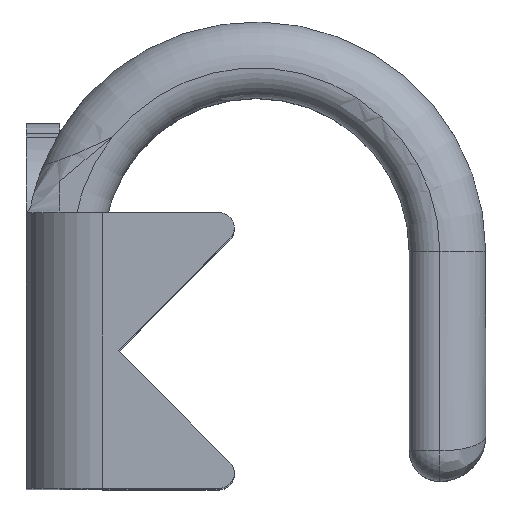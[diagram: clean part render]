
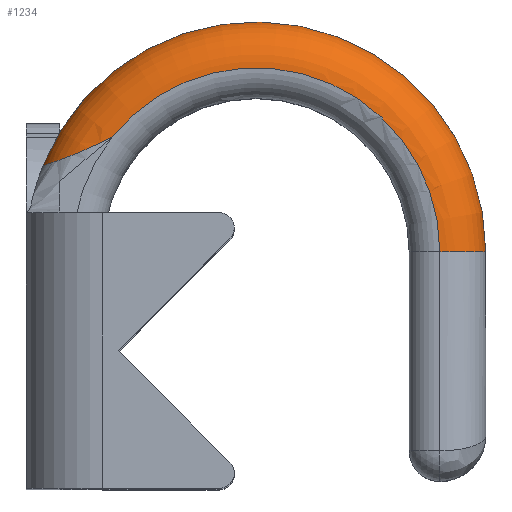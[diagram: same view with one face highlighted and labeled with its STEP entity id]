
A CAD part, top view. The second image highlights one B-rep face of the part: STEP entity #1234.
In plain terms, the highlighted toroidal (fillet/blend) face has major radius 12 mm and minor radius 3 mm.
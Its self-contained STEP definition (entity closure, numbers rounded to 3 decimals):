
#31 = VERTEX_POINT ( 'NONE', #1794 ) ;
#46 = CARTESIAN_POINT ( 'NONE',  ( 27., 15.5, 32.241 ) ) ;
#92 = CARTESIAN_POINT ( 'NONE',  ( 4.672, 22.53, 35.217 ) ) ;
#125 = CARTESIAN_POINT ( 'NONE',  ( 3.951, 22.201, 35.1 ) ) ;
#147 = ORIENTED_EDGE ( 'NONE', *, *, #2157, .T. ) ;
#205 = DIRECTION ( 'NONE',  ( 0., 1., 0. ) ) ;
#341 = EDGE_CURVE ( 'NONE', #31, #2110, #2106, .T. ) ;
#418 = EDGE_CURVE ( 'NONE', #1460, #2073, #1911, .T. ) ;
#430 = CARTESIAN_POINT ( 'NONE',  ( 2.33, 21.539, 34.457 ) ) ;
#506 = CIRCLE ( 'NONE', #1199, 3. ) ;
#507 = DIRECTION ( 'NONE',  ( -1., 0., 0. ) ) ;
#528 = DIRECTION ( 'NONE',  ( -1., 0., 0. ) ) ;
#562 = DIRECTION ( 'NONE',  ( 0., 0., -1. ) ) ;
#613 = CARTESIAN_POINT ( 'NONE',  ( 1.31, 21.192, 33.281 ) ) ;
#633 = ORIENTED_EDGE ( 'NONE', *, *, #418, .F. ) ;
#639 = AXIS2_PLACEMENT_3D ( 'NONE', #1464, #1270, #507 ) ;
#642 = CARTESIAN_POINT ( 'NONE',  ( 2.997, 21.795, 34.815 ) ) ;
#742 = DIRECTION ( 'NONE',  ( 0., 0., 1. ) ) ;
#815 = B_SPLINE_CURVE_WITH_KNOTS ( 'NONE', 3,
 ( #2299, #2139, #1545, #613, #2275, #2092, #1946, #430, #1191, #642, #1741, #849, #125, #92, #1375, #1765 ),
 .UNSPECIFIED., .F., .F.,
 ( 4, 2, 2, 2, 2, 2, 2, 4 ),
 ( 0., 0.001, 0.002, 0.002, 0.003, 0.004, 0.005, 0.006 ),
 .UNSPECIFIED. ) ;
#849 = CARTESIAN_POINT ( 'NONE',  ( 3.709, 22.094, 35.048 ) ) ;
#863 = CARTESIAN_POINT ( 'NONE',  ( 27., 15.5, 35.241 ) ) ;
#929 = ORIENTED_EDGE ( 'NONE', *, *, #341, .F. ) ;
#1009 = ORIENTED_EDGE ( 'NONE', *, *, #1637, .T. ) ;
#1062 = TOROIDAL_SURFACE ( 'NONE', #1717, 12., 3. ) ;
#1133 = DIRECTION ( 'NONE',  ( 0., 0., 1. ) ) ;
#1191 = CARTESIAN_POINT ( 'NONE',  ( 2.546, 21.619, 34.591 ) ) ;
#1199 = AXIS2_PLACEMENT_3D ( 'NONE', #46, #205, #1133 ) ;
#1234 = ADVANCED_FACE ( 'NONE', ( #2198 ), #1062, .T. ) ;
#1270 = DIRECTION ( 'NONE',  ( 0., 0., -1. ) ) ;
#1353 = EDGE_LOOP ( 'NONE', ( #929, #1009, #633, #147 ) ) ;
#1375 = CARTESIAN_POINT ( 'NONE',  ( 5.152, 22.763, 35.241 ) ) ;
#1451 = AXIS2_PLACEMENT_3D ( 'NONE', #2068, #742, #1500 ) ;
#1460 = VERTEX_POINT ( 'NONE', #863 ) ;
#1464 = CARTESIAN_POINT ( 'NONE',  ( 15., 15.5, 32.241 ) ) ;
#1496 = CARTESIAN_POINT ( 'NONE',  ( 5.633, 23., 35.241 ) ) ;
#1500 = DIRECTION ( 'NONE',  ( -1., 0., 0. ) ) ;
#1545 = CARTESIAN_POINT ( 'NONE',  ( 1.141, 21.139, 32.781 ) ) ;
#1612 = CARTESIAN_POINT ( 'NONE',  ( 15., 15.5, 32.241 ) ) ;
#1637 = EDGE_CURVE ( 'NONE', #31, #2073, #815, .T. ) ;
#1717 = AXIS2_PLACEMENT_3D ( 'NONE', #1612, #562, #528 ) ;
#1741 = CARTESIAN_POINT ( 'NONE',  ( 3.233, 21.892, 34.906 ) ) ;
#1765 = CARTESIAN_POINT ( 'NONE',  ( 5.633, 23., 35.241 ) ) ;
#1794 = CARTESIAN_POINT ( 'NONE',  ( 1.095, 21.125, 32.241 ) ) ;
#1911 = CIRCLE ( 'NONE', #1451, 12. ) ;
#1946 = CARTESIAN_POINT ( 'NONE',  ( 1.927, 21.395, 34.132 ) ) ;
#2063 = CARTESIAN_POINT ( 'NONE',  ( 30., 15.5, 32.241 ) ) ;
#2068 = CARTESIAN_POINT ( 'NONE',  ( 15., 15.5, 35.241 ) ) ;
#2073 = VERTEX_POINT ( 'NONE', #1496 ) ;
#2092 = CARTESIAN_POINT ( 'NONE',  ( 1.745, 21.333, 33.944 ) ) ;
#2106 = CIRCLE ( 'NONE', #639, 15. ) ;
#2110 = VERTEX_POINT ( 'NONE', #2063 ) ;
#2139 = CARTESIAN_POINT ( 'NONE',  ( 1.095, 21.125, 32.512 ) ) ;
#2157 = EDGE_CURVE ( 'NONE', #1460, #2110, #506, .T. ) ;
#2198 = FACE_OUTER_BOUND ( 'NONE', #1353, .T. ) ;
#2275 = CARTESIAN_POINT ( 'NONE',  ( 1.437, 21.232, 33.521 ) ) ;
#2299 = CARTESIAN_POINT ( 'NONE',  ( 1.095, 21.125, 32.241 ) ) ;
